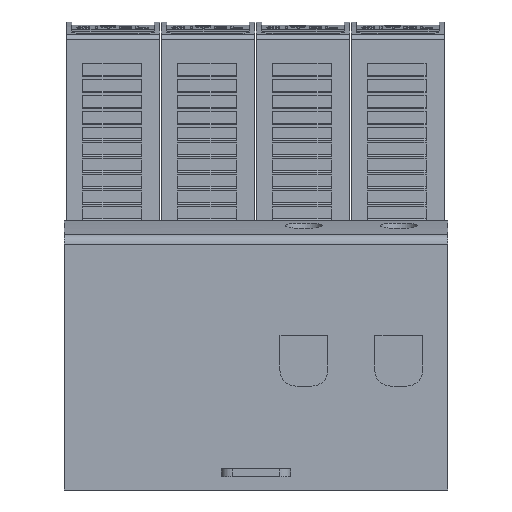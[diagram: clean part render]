
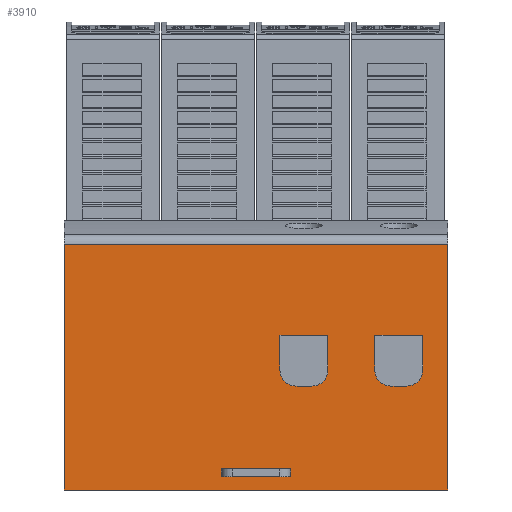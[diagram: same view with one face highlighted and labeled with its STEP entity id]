
A CAD part, front view. The second image highlights one B-rep face of the part: STEP entity #3910.
In plain terms, the highlighted planar face has unit normal (0, -1, 0).
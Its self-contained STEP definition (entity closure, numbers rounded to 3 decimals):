
#3910=ADVANCED_FACE('',(#7942,#7943,#7944,#7945),#7946,.T.);
#7942=FACE_BOUND('',#11972,.T.);
#7943=FACE_BOUND('',#11973,.T.);
#7944=FACE_BOUND('',#11974,.T.);
#7945=FACE_OUTER_BOUND('',#11975,.T.);
#7946=PLANE('',#11976);
#11972=EDGE_LOOP('',(#24099,#24100,#24101,#24102));
#11973=EDGE_LOOP('',(#24103,#24104,#24105,#24106,#24107,#24108));
#11974=EDGE_LOOP('',(#24109,#24110,#24111,#24112,#24113,#24114));
#11975=EDGE_LOOP('',(#24115,#24116,#24117,#24118));
#11976=AXIS2_PLACEMENT_3D('',#24119,#24120,#24121);
#24099=ORIENTED_EDGE('',*,*,#24758,.T.);
#24100=ORIENTED_EDGE('',*,*,#24743,.T.);
#24101=ORIENTED_EDGE('',*,*,#24793,.T.);
#24102=ORIENTED_EDGE('',*,*,#24798,.T.);
#24103=ORIENTED_EDGE('',*,*,#24844,.T.);
#24104=ORIENTED_EDGE('',*,*,#24848,.T.);
#24105=ORIENTED_EDGE('',*,*,#24852,.T.);
#24106=ORIENTED_EDGE('',*,*,#24831,.T.);
#24107=ORIENTED_EDGE('',*,*,#24836,.T.);
#24108=ORIENTED_EDGE('',*,*,#24840,.T.);
#24109=ORIENTED_EDGE('',*,*,#24869,.T.);
#24110=ORIENTED_EDGE('',*,*,#24873,.T.);
#24111=ORIENTED_EDGE('',*,*,#24877,.T.);
#24112=ORIENTED_EDGE('',*,*,#24856,.T.);
#24113=ORIENTED_EDGE('',*,*,#24861,.T.);
#24114=ORIENTED_EDGE('',*,*,#24865,.T.);
#24115=ORIENTED_EDGE('',*,*,#28985,.T.);
#24116=ORIENTED_EDGE('',*,*,#28986,.F.);
#24117=ORIENTED_EDGE('',*,*,#28987,.T.);
#24118=ORIENTED_EDGE('',*,*,#28982,.T.);
#24119=CARTESIAN_POINT('',(-36.0,0.0,23.014));
#24120=DIRECTION('',(0.0,-1.0,0.0));
#24121=DIRECTION('',(0.,0.0,-1.0));
#24743=EDGE_CURVE('',#29994,#29995,#29996,.T.);
#24758=EDGE_CURVE('',#30023,#29994,#30024,.T.);
#24793=EDGE_CURVE('',#29995,#30071,#30072,.T.);
#24798=EDGE_CURVE('',#30071,#30023,#30077,.T.);
#24831=EDGE_CURVE('',#30126,#30127,#30128,.T.);
#24836=EDGE_CURVE('',#30127,#30135,#30136,.T.);
#24840=EDGE_CURVE('',#30135,#30141,#30142,.T.);
#24844=EDGE_CURVE('',#30141,#30147,#30148,.T.);
#24848=EDGE_CURVE('',#30147,#30153,#30154,.T.);
#24852=EDGE_CURVE('',#30153,#30126,#30159,.T.);
#24856=EDGE_CURVE('',#30163,#30164,#30165,.T.);
#24861=EDGE_CURVE('',#30164,#30172,#30173,.T.);
#24865=EDGE_CURVE('',#30172,#30178,#30179,.T.);
#24869=EDGE_CURVE('',#30178,#30184,#30185,.T.);
#24873=EDGE_CURVE('',#30184,#30190,#30191,.T.);
#24877=EDGE_CURVE('',#30190,#30163,#30196,.T.);
#28982=EDGE_CURVE('',#36102,#36100,#36103,.T.);
#28985=EDGE_CURVE('',#36100,#36106,#36107,.T.);
#28986=EDGE_CURVE('',#36108,#36106,#36109,.T.);
#28987=EDGE_CURVE('',#36108,#36102,#36110,.T.);
#29994=VERTEX_POINT('',#38915);
#29995=VERTEX_POINT('',#38916);
#29996=LINE('',#38917,#38918);
#30023=VERTEX_POINT('',#38952);
#30024=LINE('',#38953,#38954);
#30071=VERTEX_POINT('',#39019);
#30072=LINE('',#39020,#39021);
#30077=LINE('',#39027,#39028);
#30126=VERTEX_POINT('',#39095);
#30127=VERTEX_POINT('',#39096);
#30128=LINE('',#39097,#39098);
#30135=VERTEX_POINT('',#39108);
#30136=LINE('',#39109,#39110);
#30141=VERTEX_POINT('',#39117);
#30142=LINE('',#39118,#39119);
#30147=VERTEX_POINT('',#39126);
#30148=CIRCLE('',#39127,3.);
#30153=VERTEX_POINT('',#39133);
#30154=LINE('',#39134,#39135);
#30159=CIRCLE('',#39142,3.);
#30163=VERTEX_POINT('',#39146);
#30164=VERTEX_POINT('',#39147);
#30165=LINE('',#39148,#39149);
#30172=VERTEX_POINT('',#39159);
#30173=LINE('',#39160,#39161);
#30178=VERTEX_POINT('',#39168);
#30179=LINE('',#39169,#39170);
#30184=VERTEX_POINT('',#39177);
#30185=CIRCLE('',#39178,3.);
#30190=VERTEX_POINT('',#39184);
#30191=LINE('',#39185,#39186);
#30196=CIRCLE('',#39193,3.);
#36100=VERTEX_POINT('',#48762);
#36102=VERTEX_POINT('',#48765);
#36103=LINE('',#48766,#48767);
#36106=VERTEX_POINT('',#48771);
#36107=LINE('',#48772,#48773);
#36108=VERTEX_POINT('',#48774);
#36109=LINE('',#48775,#48776);
#36110=LINE('',#48777,#48778);
#38915=CARTESIAN_POINT('',(6.5,0.0,2.5));
#38916=CARTESIAN_POINT('',(-6.5,0.0,2.5));
#38917=CARTESIAN_POINT('',(-18.0,0.0,2.5));
#38918=VECTOR('',#49646,1.0);
#38952=CARTESIAN_POINT('',(6.5,0.0,4.0));
#38953=CARTESIAN_POINT('',(6.5,0.0,12.757));
#38954=VECTOR('',#49672,1.0);
#39019=CARTESIAN_POINT('',(-6.5,0.0,4.0));
#39020=CARTESIAN_POINT('',(-6.5,0.0,12.757));
#39021=VECTOR('',#49706,1.0);
#39027=CARTESIAN_POINT('',(-18.0,0.0,4.0));
#39028=VECTOR('',#49711,1.0);
#39095=CARTESIAN_POINT('',(4.5,0.0,22.5));
#39096=CARTESIAN_POINT('',(4.5,0.0,28.996));
#39097=CARTESIAN_POINT('',(4.5,0.0,24.381));
#39098=VECTOR('',#49742,1.0);
#39108=CARTESIAN_POINT('',(13.5,0.0,28.996));
#39109=CARTESIAN_POINT('',(-13.5,0.0,28.996));
#39110=VECTOR('',#49746,1.0);
#39117=CARTESIAN_POINT('',(13.5,0.0,22.5));
#39118=CARTESIAN_POINT('',(13.5,0.0,24.381));
#39119=VECTOR('',#49749,1.0);
#39126=CARTESIAN_POINT('',(10.5,0.0,19.5));
#39127=AXIS2_PLACEMENT_3D('',#49752,#49753,#49754);
#39133=CARTESIAN_POINT('',(7.5,0.0,19.5));
#39134=CARTESIAN_POINT('',(-13.5,0.0,19.5));
#39135=VECTOR('',#49759,1.0);
#39142=AXIS2_PLACEMENT_3D('',#49762,#49763,#49764);
#39146=CARTESIAN_POINT('',(22.3,0.0,22.5));
#39147=CARTESIAN_POINT('',(22.3,0.0,28.996));
#39148=CARTESIAN_POINT('',(22.3,0.0,24.381));
#39149=VECTOR('',#49768,1.0);
#39159=CARTESIAN_POINT('',(31.3,0.0,28.996));
#39160=CARTESIAN_POINT('',(-4.6,0.0,28.996));
#39161=VECTOR('',#49772,1.0);
#39168=CARTESIAN_POINT('',(31.3,0.0,22.5));
#39169=CARTESIAN_POINT('',(31.3,0.0,24.381));
#39170=VECTOR('',#49775,1.0);
#39177=CARTESIAN_POINT('',(28.3,0.0,19.5));
#39178=AXIS2_PLACEMENT_3D('',#49778,#49779,#49780);
#39184=CARTESIAN_POINT('',(25.3,0.0,19.5));
#39185=CARTESIAN_POINT('',(-4.6,0.0,19.5));
#39186=VECTOR('',#49785,1.0);
#39193=AXIS2_PLACEMENT_3D('',#49788,#49789,#49790);
#48762=CARTESIAN_POINT('',(36.0,0.0,0.));
#48765=CARTESIAN_POINT('',(-36.0,0.0,0.));
#48766=CARTESIAN_POINT('',(-36.0,0.0,0.));
#48767=VECTOR('',#53660,1.0);
#48771=CARTESIAN_POINT('',(36.0,0.,46.028));
#48772=CARTESIAN_POINT('',(36.0,0.0,46.028));
#48773=VECTOR('',#53662,1.0);
#48774=CARTESIAN_POINT('',(-36.0,0.,46.028));
#48775=CARTESIAN_POINT('',(-36.0,0.,46.028));
#48776=VECTOR('',#53663,1.0);
#48777=CARTESIAN_POINT('',(-36.0,0.0,46.028));
#48778=VECTOR('',#53664,1.0);
#49646=DIRECTION('',(-1.0,-0.0,0.0));
#49672=DIRECTION('',(0.0,0.0,-1.0));
#49706=DIRECTION('',(0.0,0.0,1.0));
#49711=DIRECTION('',(1.0,0.0,0.0));
#49742=DIRECTION('',(0.0,0.0,1.0));
#49746=DIRECTION('',(1.0,0.0,0.0));
#49749=DIRECTION('',(0.0,0.0,-1.0));
#49752=CARTESIAN_POINT('',(10.5,0.0,22.5));
#49753=DIRECTION('',(-0.0,1.0,0.0));
#49754=DIRECTION('',(1.0,0.0,0.0));
#49759=DIRECTION('',(-1.0,-0.0,0.0));
#49762=CARTESIAN_POINT('',(7.5,0.0,22.5));
#49763=DIRECTION('',(-0.0,1.0,0.0));
#49764=DIRECTION('',(1.0,0.0,0.0));
#49768=DIRECTION('',(0.0,0.0,1.0));
#49772=DIRECTION('',(1.0,0.0,0.0));
#49775=DIRECTION('',(0.0,0.0,-1.0));
#49778=CARTESIAN_POINT('',(28.3,0.0,22.5));
#49779=DIRECTION('',(-0.0,1.0,0.0));
#49780=DIRECTION('',(1.0,0.0,0.0));
#49785=DIRECTION('',(-1.0,-0.0,0.0));
#49788=CARTESIAN_POINT('',(25.3,0.0,22.5));
#49789=DIRECTION('',(-0.0,1.0,0.0));
#49790=DIRECTION('',(1.0,0.0,0.0));
#53660=DIRECTION('',(1.0,0.0,0.));
#53662=DIRECTION('',(0.,-0.0,1.0));
#53663=DIRECTION('',(1.0,0.0,0.));
#53664=DIRECTION('',(0.,0.0,-1.0));
